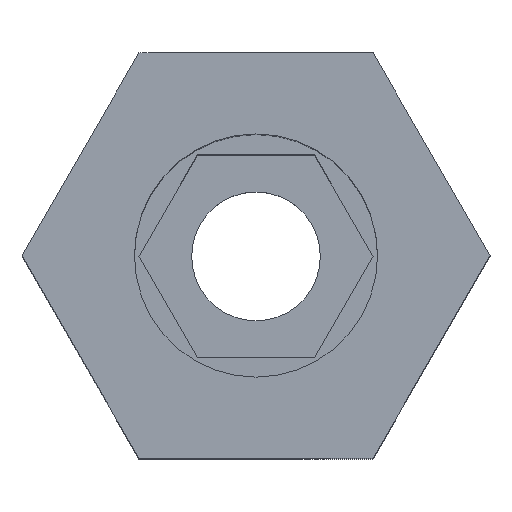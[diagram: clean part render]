
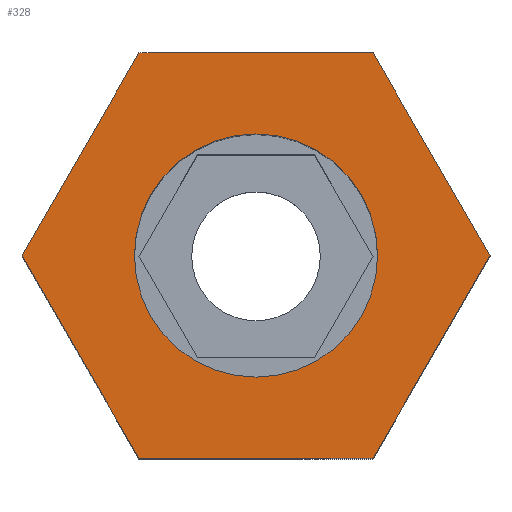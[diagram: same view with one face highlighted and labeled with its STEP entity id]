
A CAD part, top view. The second image highlights one B-rep face of the part: STEP entity #328.
In plain terms, the highlighted planar face has unit normal (0, 0, 1).
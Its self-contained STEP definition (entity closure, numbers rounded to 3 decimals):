
#20=FACE_BOUND('',#64,.T.);
#23=CIRCLE('',#358,6.);
#42=FACE_OUTER_BOUND('',#63,.T.);
#63=EDGE_LOOP('',(#288,#289,#290,#291,#292,#293));
#64=EDGE_LOOP('',(#294));
#72=LINE('',#469,#110);
#75=LINE('',#474,#113);
#77=LINE('',#478,#115);
#98=LINE('',#529,#136);
#100=LINE('',#533,#138);
#102=LINE('',#536,#140);
#110=VECTOR('',#380,10.);
#113=VECTOR('',#385,10.);
#115=VECTOR('',#389,10.);
#136=VECTOR('',#438,10.);
#138=VECTOR('',#442,10.);
#140=VECTOR('',#446,10.);
#148=VERTEX_POINT('',#466);
#149=VERTEX_POINT('',#468);
#150=VERTEX_POINT('',#472);
#151=VERTEX_POINT('',#476);
#165=VERTEX_POINT('',#521);
#167=VERTEX_POINT('',#528);
#168=VERTEX_POINT('',#532);
#177=EDGE_CURVE('',#149,#148,#72,.T.);
#180=EDGE_CURVE('',#148,#150,#75,.T.);
#182=EDGE_CURVE('',#150,#151,#77,.T.);
#203=EDGE_CURVE('',#165,#165,#23,.T.);
#206=EDGE_CURVE('',#167,#149,#98,.T.);
#208=EDGE_CURVE('',#168,#167,#100,.T.);
#210=EDGE_CURVE('',#151,#168,#102,.T.);
#288=ORIENTED_EDGE('',*,*,#182,.T.);
#289=ORIENTED_EDGE('',*,*,#210,.T.);
#290=ORIENTED_EDGE('',*,*,#208,.T.);
#291=ORIENTED_EDGE('',*,*,#206,.T.);
#292=ORIENTED_EDGE('',*,*,#177,.T.);
#293=ORIENTED_EDGE('',*,*,#180,.T.);
#294=ORIENTED_EDGE('',*,*,#203,.T.);
#310=PLANE('',#364);
#328=ADVANCED_FACE('',(#42,#20),#310,.T.);
#358=AXIS2_PLACEMENT_3D('',#522,#429,#430);
#364=AXIS2_PLACEMENT_3D('',#537,#447,#448);
#380=DIRECTION('',(0.5,0.866,0.));
#385=DIRECTION('',(-0.5,0.866,0.));
#389=DIRECTION('',(-1.,0.,0.));
#429=DIRECTION('center_axis',(0.,0.,-1.));
#430=DIRECTION('ref_axis',(-1.,0.,0.));
#438=DIRECTION('',(1.,0.,0.));
#442=DIRECTION('',(0.5,-0.866,0.));
#446=DIRECTION('',(-0.5,-0.866,0.));
#447=DIRECTION('center_axis',(0.,0.,1.));
#448=DIRECTION('ref_axis',(1.,0.,0.));
#466=CARTESIAN_POINT('',(11.547,0.,30.));
#468=CARTESIAN_POINT('',(5.774,-10.,30.));
#469=CARTESIAN_POINT('',(5.774,-10.,30.));
#472=CARTESIAN_POINT('',(5.774,10.,30.));
#474=CARTESIAN_POINT('',(11.547,0.,30.));
#476=CARTESIAN_POINT('',(-5.774,10.,30.));
#478=CARTESIAN_POINT('',(5.774,10.,30.));
#521=CARTESIAN_POINT('',(6.,0.,30.));
#522=CARTESIAN_POINT('Origin',(0.,0.,30.));
#528=CARTESIAN_POINT('',(-5.774,-10.,30.));
#529=CARTESIAN_POINT('',(-5.774,-10.,30.));
#532=CARTESIAN_POINT('',(-11.547,0.,30.));
#533=CARTESIAN_POINT('',(-11.547,0.,30.));
#536=CARTESIAN_POINT('',(-5.774,10.,30.));
#537=CARTESIAN_POINT('Origin',(0.,0.,30.));
